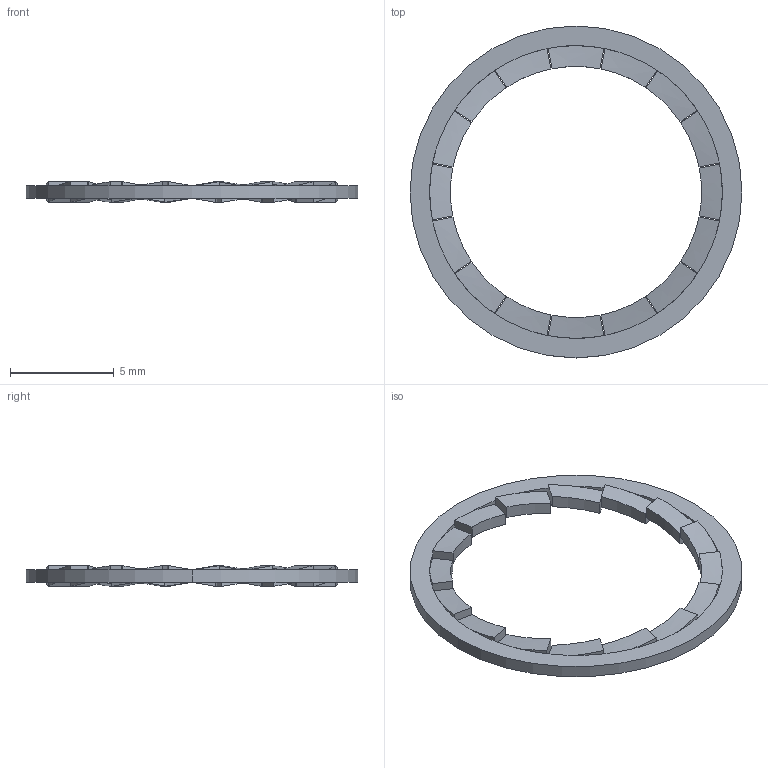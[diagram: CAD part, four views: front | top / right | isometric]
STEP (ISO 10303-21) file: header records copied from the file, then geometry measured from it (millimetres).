
FILE_DESCRIPTION((''),'2;1');
FILE_NAME('LEMO_ECP.1S.302.CLN_Part4.stp','2013-03-20T12:59:56',(''),(''),'Mechanical Desktop 2011','Mechanical Desktop 2011',', , ');
FILE_SCHEMA(('AUTOMOTIVE_DESIGN { 1 2 10303 214 1 1 1 1 }'));
Length unit declared in the file: millimetre
Products named in the file (1): Product
Bounding box: 16 x 16 x 1 mm (x, y, z)
Volume: 51.3 mm3; surface area: 252.2 mm2
Topology: 1 solids, 1 shells, 132 faces, 336 edges, 206 vertices
Faces by surface type: cylinder 66, plane 34, bspline 32
Entity records: 4635 total; most frequent: CARTESIAN_POINT 1655, ORIENTED_EDGE 672, DIRECTION 512, EDGE_CURVE 336, VERTEX_POINT 206, AXIS2_PLACEMENT_3D 175, VECTOR 162, LINE 162
